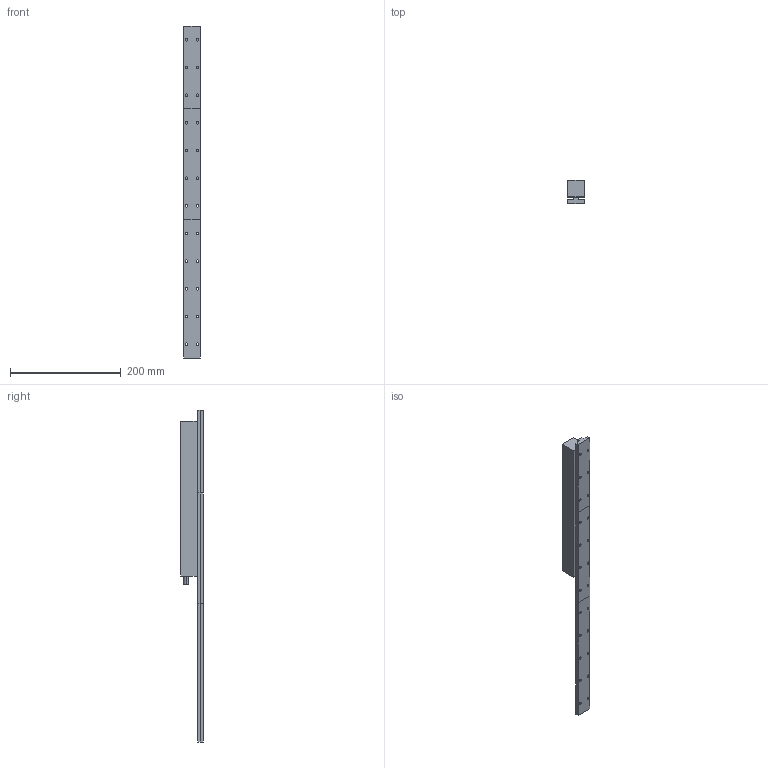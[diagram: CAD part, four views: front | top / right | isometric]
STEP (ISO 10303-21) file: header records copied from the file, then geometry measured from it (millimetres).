
FILE_DESCRIPTION (( 'STEP AP203' ), '1' );
FILE_NAME ('ZW3-H10-3×°Åä.STEP', '2021-08-24T11:08:19', ( '' ), ( '' ), 'SwSTEP 2.0', 'SolidWorks 2020', '' );
FILE_SCHEMA (( 'CONFIG_CONTROL_DESIGN' ));
Length unit declared in the file: millimetre
Products named in the file (5): ZW3-H10-150MNS; ZW3-H10-3线圈; ZW3-H10-3蚾饜; ZW3-H10-200MNS; ZW3-H10-250MNS
Assembly tree (4 placements, depth 2):
  ZW3-H10-3蚾饜
    ZW3-H10-200MNS
    ZW3-H10-3线圈
    ZW3-H10-150MNS
    ZW3-H10-250MNS
Bounding box: 30 x 41.5 x 600 mm (x, y, z)
Volume: 382533.6 mm3; surface area: 90419.6 mm2
Topology: 4 solids, 4 shells, 215 faces, 518 edges, 322 vertices
Faces by surface type: cylinder 126, plane 61, cone 28
Entity records: 6763 total; most frequent: DIRECTION 1186, CARTESIAN_POINT 1034, ORIENTED_EDGE 980, EDGE_CURVE 490, AXIS2_PLACEMENT_3D 474, VERTEX_POINT 322, EDGE_LOOP 302, CIRCLE 252
